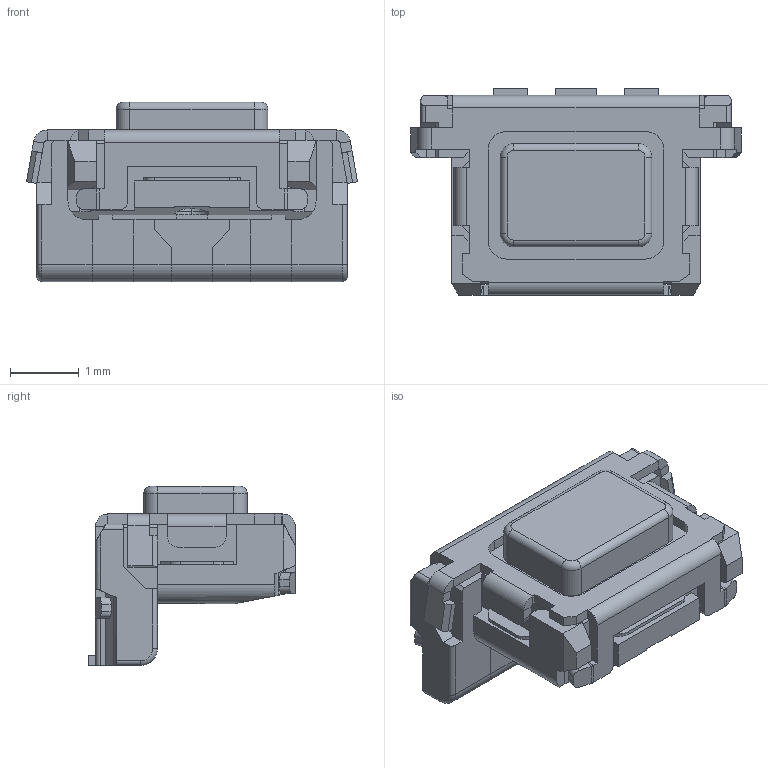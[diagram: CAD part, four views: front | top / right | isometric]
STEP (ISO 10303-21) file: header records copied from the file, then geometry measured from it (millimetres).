
FILE_DESCRIPTION (( 'STEP AP214' ), '1' );
FILE_NAME ('EVP-AEDB2A.STEP', '2025-01-23T04:12:39', ( 'LENOVO' ), ( '' ), 'SwSTEP 2.0', 'SolidWorks 2021', '' );
FILE_SCHEMA (( 'AUTOMOTIVE_DESIGN' ));
Length unit declared in the file: millimetre
Products named in the file (2): EVP-AEDB2A_EVP-AEDB2A; EVP-AEDB2A
Assembly tree (1 placements, depth 2):
  EVP-AEDB2A
    EVP-AEDB2A_EVP-AEDB2A
Bounding box: 4.8 x 3 x 2.6 mm (x, y, z)
Volume: 17.5 mm3; surface area: 94.6 mm2
Topology: 6 solids, 6 shells, 454 faces, 1208 edges, 766 vertices
Faces by surface type: plane 355, cylinder 93, torus 6
Entity records: 14016 total; most frequent: CARTESIAN_POINT 2510, ORIENTED_EDGE 2416, DIRECTION 2274, EDGE_CURVE 1208, LINE 1006, VECTOR 1006, VERTEX_POINT 766, AXIS2_PLACEMENT_3D 634
